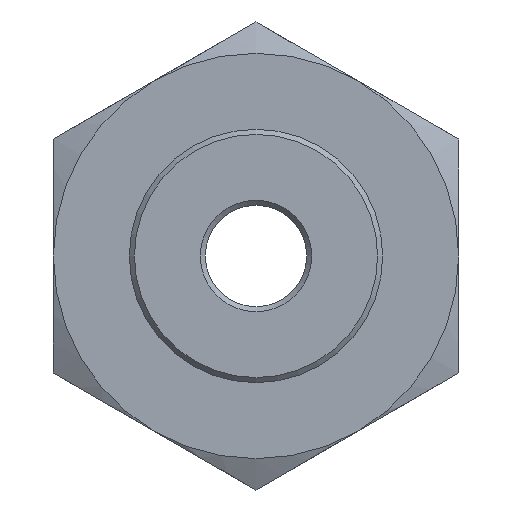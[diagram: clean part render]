
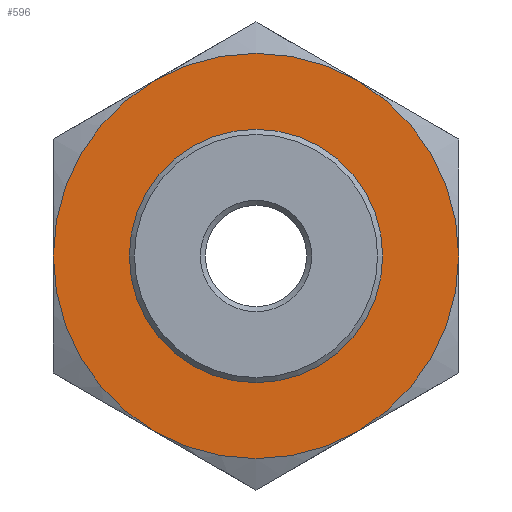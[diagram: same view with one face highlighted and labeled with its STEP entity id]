
A CAD part, front view. The second image highlights one B-rep face of the part: STEP entity #596.
In plain terms, the highlighted planar face has unit normal (0, -1, 0).
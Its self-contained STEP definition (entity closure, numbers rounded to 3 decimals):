
#23=CIRCLE('',#623,4.);
#24=CIRCLE('',#625,4.);
#25=CIRCLE('',#627,4.);
#26=CIRCLE('',#629,4.);
#27=CIRCLE('',#631,4.);
#28=CIRCLE('',#633,4.);
#32=CIRCLE('',#639,2.5);
#131=ORIENTED_EDGE('',*,*,#216,.T.);
#132=ORIENTED_EDGE('',*,*,#211,.T.);
#133=ORIENTED_EDGE('',*,*,#210,.T.);
#134=ORIENTED_EDGE('',*,*,#209,.T.);
#135=ORIENTED_EDGE('',*,*,#208,.T.);
#136=ORIENTED_EDGE('',*,*,#207,.T.);
#137=ORIENTED_EDGE('',*,*,#212,.T.);
#207=EDGE_CURVE('',#252,#232,#23,.T.);
#208=EDGE_CURVE('',#250,#252,#24,.T.);
#209=EDGE_CURVE('',#246,#250,#25,.T.);
#210=EDGE_CURVE('',#242,#246,#26,.T.);
#211=EDGE_CURVE('',#238,#242,#27,.T.);
#212=EDGE_CURVE('',#232,#238,#28,.T.);
#216=EDGE_CURVE('',#256,#256,#32,.T.);
#232=VERTEX_POINT('',#791);
#238=VERTEX_POINT('',#816);
#242=VERTEX_POINT('',#838);
#246=VERTEX_POINT('',#860);
#250=VERTEX_POINT('',#882);
#252=VERTEX_POINT('',#901);
#256=VERTEX_POINT('',#931);
#303=EDGE_LOOP('',(#131));
#304=EDGE_LOOP('',(#132,#133,#134,#135,#136,#137));
#343=FACE_BOUND('',#303,.T.);
#344=FACE_BOUND('',#304,.T.);
#374=PLANE('',#640);
#596=ADVANCED_FACE('',(#343,#344),#374,.T.);
#623=AXIS2_PLACEMENT_3D('',#911,#689,#690);
#625=AXIS2_PLACEMENT_3D('',#913,#693,#694);
#627=AXIS2_PLACEMENT_3D('',#915,#697,#698);
#629=AXIS2_PLACEMENT_3D('',#917,#701,#702);
#631=AXIS2_PLACEMENT_3D('',#919,#705,#706);
#633=AXIS2_PLACEMENT_3D('',#921,#709,#710);
#639=AXIS2_PLACEMENT_3D('',#930,#721,#722);
#640=AXIS2_PLACEMENT_3D('',#932,#723,#724);
#689=DIRECTION('',(0.,-1.,0.));
#690=DIRECTION('',(0.,0.,-1.));
#693=DIRECTION('',(0.,-1.,0.));
#694=DIRECTION('',(0.,0.,-1.));
#697=DIRECTION('',(0.,-1.,0.));
#698=DIRECTION('',(0.,0.,-1.));
#701=DIRECTION('',(0.,-1.,0.));
#702=DIRECTION('',(0.,0.,-1.));
#705=DIRECTION('',(0.,-1.,0.));
#706=DIRECTION('',(0.,0.,-1.));
#709=DIRECTION('',(0.,-1.,0.));
#710=DIRECTION('',(0.,0.,-1.));
#721=DIRECTION('',(0.,1.,0.));
#722=DIRECTION('',(1.,0.,0.));
#723=DIRECTION('',(0.,-1.,0.));
#724=DIRECTION('',(0.,0.,-1.));
#791=CARTESIAN_POINT('',(-4.,0.,0.));
#816=CARTESIAN_POINT('',(-2.,0.,-3.464));
#838=CARTESIAN_POINT('',(2.,0.,-3.464));
#860=CARTESIAN_POINT('',(4.,0.,0.));
#882=CARTESIAN_POINT('',(2.,0.,3.464));
#901=CARTESIAN_POINT('',(-2.,0.,3.464));
#911=CARTESIAN_POINT('',(0.,0.,0.));
#913=CARTESIAN_POINT('',(0.,0.,0.));
#915=CARTESIAN_POINT('',(0.,0.,0.));
#917=CARTESIAN_POINT('',(0.,0.,0.));
#919=CARTESIAN_POINT('',(0.,0.,0.));
#921=CARTESIAN_POINT('',(0.,0.,0.));
#930=CARTESIAN_POINT('',(0.,0.,0.));
#931=CARTESIAN_POINT('',(2.5,0.,0.));
#932=CARTESIAN_POINT('',(0.,0.,0.));
